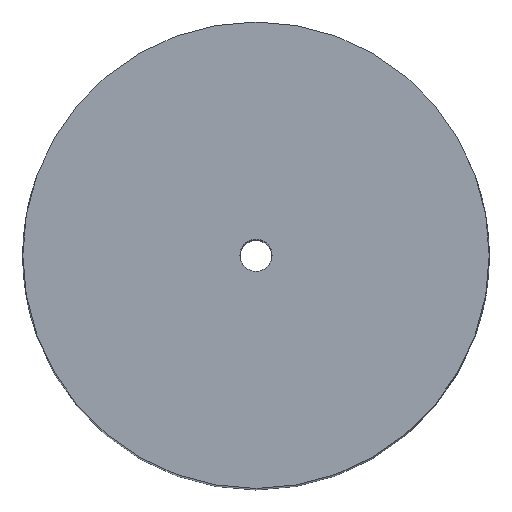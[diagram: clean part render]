
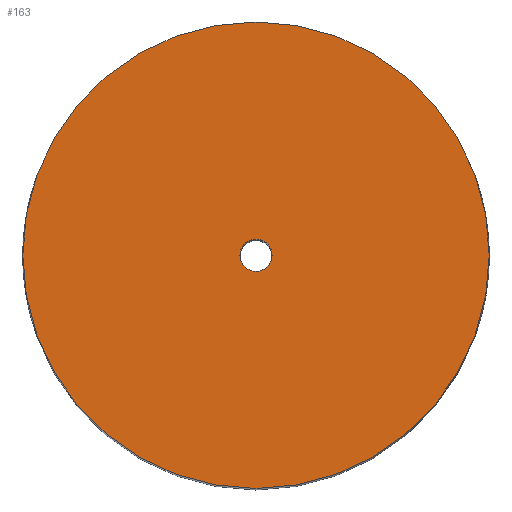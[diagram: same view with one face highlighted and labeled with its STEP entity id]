
A CAD part, top view. The second image highlights one B-rep face of the part: STEP entity #163.
In plain terms, the highlighted planar face has unit normal (0, 0, 1).
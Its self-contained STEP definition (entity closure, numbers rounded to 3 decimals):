
#16=CIRCLE('',#184,14.5);
#18=CIRCLE('',#187,1.);
#22=FACE_BOUND('',#54,.T.);
#43=FACE_OUTER_BOUND('',#53,.T.);
#53=EDGE_LOOP('',(#151));
#54=EDGE_LOOP('',(#152));
#86=VERTEX_POINT('',#388);
#88=VERTEX_POINT('',#395);
#105=EDGE_CURVE('',#86,#86,#16,.T.);
#109=EDGE_CURVE('',#88,#88,#18,.T.);
#151=ORIENTED_EDGE('',*,*,#105,.T.);
#152=ORIENTED_EDGE('',*,*,#109,.T.);
#156=PLANE('',#188);
#163=ADVANCED_FACE('',(#43,#22),#156,.T.);
#184=AXIS2_PLACEMENT_3D('',#389,#207,#208);
#187=AXIS2_PLACEMENT_3D('',#396,#215,#216);
#188=AXIS2_PLACEMENT_3D('',#398,#218,#219);
#207=DIRECTION('center_axis',(0.,0.,1.));
#208=DIRECTION('ref_axis',(1.,0.,0.));
#215=DIRECTION('center_axis',(0.,0.,-1.));
#216=DIRECTION('ref_axis',(1.,0.,0.));
#218=DIRECTION('center_axis',(0.,0.,1.));
#219=DIRECTION('ref_axis',(1.,0.,0.));
#388=CARTESIAN_POINT('',(-14.5,0.,55.));
#389=CARTESIAN_POINT('Origin',(0.,0.,55.));
#395=CARTESIAN_POINT('',(-1.,0.,55.));
#396=CARTESIAN_POINT('Origin',(0.,0.,55.));
#398=CARTESIAN_POINT('Origin',(0.,0.,55.));
